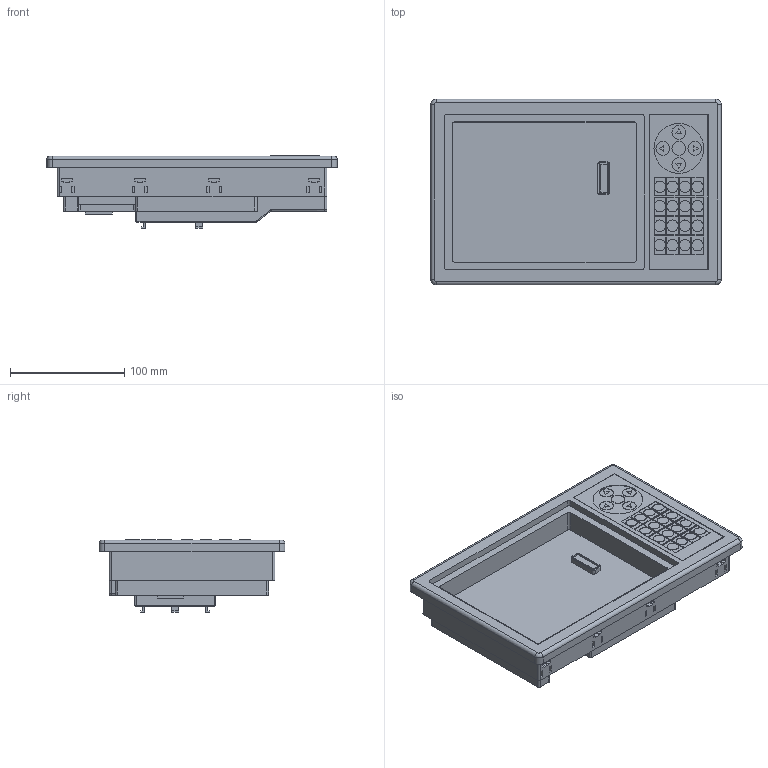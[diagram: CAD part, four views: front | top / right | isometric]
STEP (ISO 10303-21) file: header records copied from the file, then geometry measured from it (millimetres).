
FILE_DESCRIPTION (( 'STEP AP203' ), '1' );
FILE_NAME ('EA-MG6-BZ2P.STEP', '2010-11-10T19:35:04', ( '.adc' ), ( '' ), 'SwSTEP 2.0', 'SolidWorks 2009', '' );
FILE_SCHEMA (( 'CONFIG_CONTROL_DESIGN' ));
Length unit declared in the file: millimetre
Products named in the file (1): EA-MG6-BZ2P
Bounding box: 254 x 162.4 x 63.53 mm (x, y, z)
Volume: 1129263 mm3; surface area: 165594.2 mm2
Topology: 34 solids, 34 shells, 622 faces, 1445 edges, 952 vertices
Faces by surface type: plane 491, cylinder 116, torus 9, cone 2, sphere 2, bspline 2
Entity records: 17550 total; most frequent: CARTESIAN_POINT 3118, DIRECTION 2905, ORIENTED_EDGE 2884, EDGE_CURVE 1442, VECTOR 1195, LINE 1195, VERTEX_POINT 952, AXIS2_PLACEMENT_3D 855
